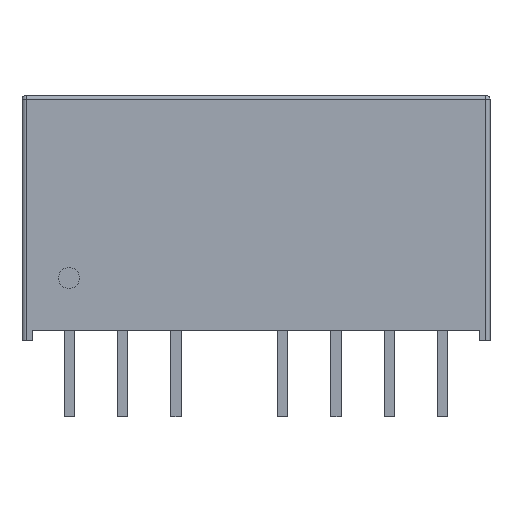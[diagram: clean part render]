
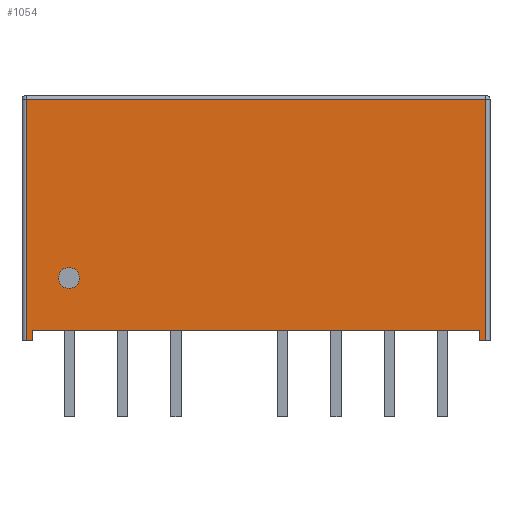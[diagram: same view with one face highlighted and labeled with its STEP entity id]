
A CAD part, front view. The second image highlights one B-rep face of the part: STEP entity #1054.
In plain terms, the highlighted planar face has unit normal (0, -1, 0).
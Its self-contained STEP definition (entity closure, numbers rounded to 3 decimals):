
#20=FACE_BOUND('',#201,.T.);
#40=CIRCLE('',#1152,0.5);
#130=FACE_OUTER_BOUND('',#200,.T.);
#200=EDGE_LOOP('',(#889,#890,#891,#892,#893,#894,#895,#896));
#201=EDGE_LOOP('',(#897));
#302=LINE('',#1688,#418);
#305=LINE('',#1703,#421);
#308=LINE('',#1707,#424);
#314=LINE('',#1718,#430);
#315=LINE('',#1720,#431);
#316=LINE('',#1722,#432);
#317=LINE('',#1724,#433);
#318=LINE('',#1725,#434);
#418=VECTOR('',#1385,11.5);
#421=VECTOR('',#1402,11.5);
#424=VECTOR('',#1407,21.9);
#430=VECTOR('',#1421,0.3);
#431=VECTOR('',#1422,0.5);
#432=VECTOR('',#1423,21.3);
#433=VECTOR('',#1424,0.5);
#434=VECTOR('',#1425,0.3);
#513=VERTEX_POINT('',#1677);
#516=VERTEX_POINT('',#1684);
#520=VERTEX_POINT('',#1696);
#522=VERTEX_POINT('',#1701);
#523=VERTEX_POINT('',#1717);
#524=VERTEX_POINT('',#1719);
#525=VERTEX_POINT('',#1721);
#526=VERTEX_POINT('',#1723);
#527=VERTEX_POINT('',#1726);
#636=EDGE_CURVE('',#513,#516,#302,.T.);
#643=EDGE_CURVE('',#522,#520,#305,.T.);
#646=EDGE_CURVE('',#520,#513,#308,.T.);
#652=EDGE_CURVE('',#523,#522,#314,.T.);
#653=EDGE_CURVE('',#523,#524,#315,.T.);
#654=EDGE_CURVE('',#524,#525,#316,.T.);
#655=EDGE_CURVE('',#526,#525,#317,.T.);
#656=EDGE_CURVE('',#526,#516,#318,.T.);
#657=EDGE_CURVE('',#527,#527,#40,.T.);
#889=ORIENTED_EDGE('',*,*,#636,.F.);
#890=ORIENTED_EDGE('',*,*,#646,.F.);
#891=ORIENTED_EDGE('',*,*,#643,.F.);
#892=ORIENTED_EDGE('',*,*,#652,.F.);
#893=ORIENTED_EDGE('',*,*,#653,.T.);
#894=ORIENTED_EDGE('',*,*,#654,.T.);
#895=ORIENTED_EDGE('',*,*,#655,.F.);
#896=ORIENTED_EDGE('',*,*,#656,.T.);
#897=ORIENTED_EDGE('',*,*,#657,.T.);
#986=PLANE('',#1151);
#1054=ADVANCED_FACE('',(#130,#20),#986,.T.);
#1151=AXIS2_PLACEMENT_3D('',#1716,#1419,#1420);
#1152=AXIS2_PLACEMENT_3D('',#1727,#1426,#1427);
#1385=DIRECTION('',(0.,0.,-1.));
#1402=DIRECTION('',(0.,0.,1.));
#1407=DIRECTION('',(1.,0.,0.));
#1419=DIRECTION('center_axis',(0.,-1.,0.));
#1420=DIRECTION('ref_axis',(1.,0.,0.));
#1421=DIRECTION('',(-1.,0.,0.));
#1422=DIRECTION('',(0.,0.,1.));
#1423=DIRECTION('',(1.,0.,0.));
#1424=DIRECTION('',(0.,0.,1.));
#1425=DIRECTION('',(1.,0.,0.));
#1426=DIRECTION('center_axis',(0.,1.,0.));
#1427=DIRECTION('ref_axis',(1.,0.,0.));
#1677=CARTESIAN_POINT('',(10.95,-6.025,11.5));
#1684=CARTESIAN_POINT('',(10.95,-6.025,0.));
#1688=CARTESIAN_POINT('',(10.95,-6.025,0.25));
#1696=CARTESIAN_POINT('',(-10.95,-6.025,11.5));
#1701=CARTESIAN_POINT('',(-10.95,-6.025,0.));
#1703=CARTESIAN_POINT('',(-10.95,-6.025,0.));
#1707=CARTESIAN_POINT('',(-5.575,-6.025,11.5));
#1716=CARTESIAN_POINT('Origin',(-11.15,-6.025,0.));
#1717=CARTESIAN_POINT('',(-10.65,-6.025,0.));
#1718=CARTESIAN_POINT('',(-10.65,-6.025,0.));
#1719=CARTESIAN_POINT('',(-10.65,-6.025,0.5));
#1720=CARTESIAN_POINT('',(-10.65,-6.025,0.));
#1721=CARTESIAN_POINT('',(10.65,-6.025,0.5));
#1722=CARTESIAN_POINT('',(-11.15,-6.025,0.5));
#1723=CARTESIAN_POINT('',(10.65,-6.025,0.));
#1724=CARTESIAN_POINT('',(10.65,-6.025,0.));
#1725=CARTESIAN_POINT('',(10.65,-6.025,0.));
#1726=CARTESIAN_POINT('',(-8.41,-6.025,3.));
#1727=CARTESIAN_POINT('Origin',(-8.91,-6.025,3.));
